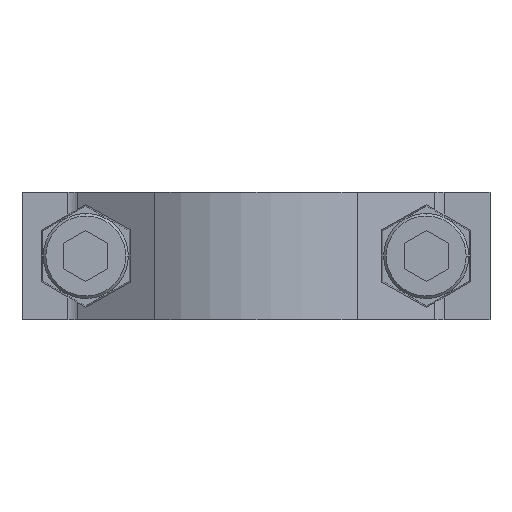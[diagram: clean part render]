
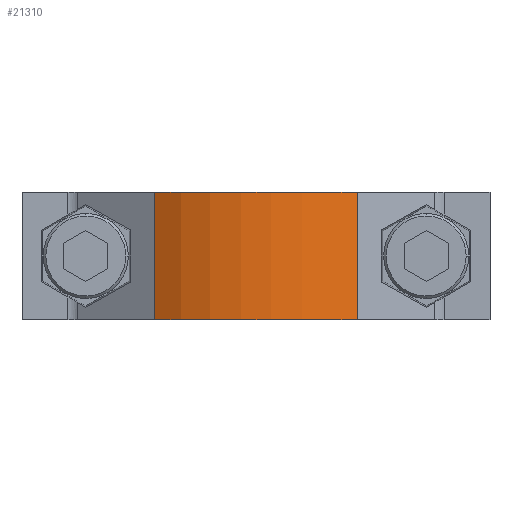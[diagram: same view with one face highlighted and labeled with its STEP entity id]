
A CAD part, left-side view. The second image highlights one B-rep face of the part: STEP entity #21310.
In plain terms, the highlighted cylindrical face has radius 21.5 mm (diameter 43 mm), a partial arc.
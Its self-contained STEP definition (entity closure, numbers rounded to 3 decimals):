
#276 = DIRECTION ( 'NONE',  ( 0., 0., 1. ) ) ;
#456 = CARTESIAN_POINT ( 'NONE',  ( -17.884, 11.934, -7.5 ) ) ;
#2610 = AXIS2_PLACEMENT_3D ( 'NONE', #6325, #4366, #9574 ) ;
#2829 = VERTEX_POINT ( 'NONE', #16403 ) ;
#3722 = VECTOR ( 'NONE', #11447, 1000. ) ;
#4366 = DIRECTION ( 'NONE',  ( 0., 0., 1. ) ) ;
#4410 = ORIENTED_EDGE ( 'NONE', *, *, #16772, .F. ) ;
#5970 = VERTEX_POINT ( 'NONE', #10900 ) ;
#6147 = CYLINDRICAL_SURFACE ( 'NONE', #9096, 21.5 ) ;
#6325 = CARTESIAN_POINT ( 'NONE',  ( 0., 0., -7.5 ) ) ;
#6466 = CARTESIAN_POINT ( 'NONE',  ( -17.884, 11.934, -7.5 ) ) ;
#7066 = EDGE_CURVE ( 'NONE', #11691, #5970, #11680, .T. ) ;
#7229 = EDGE_CURVE ( 'NONE', #11691, #2829, #18473, .T. ) ;
#7697 = CARTESIAN_POINT ( 'NONE',  ( -17.884, -11.934, 7.5 ) ) ;
#7873 = AXIS2_PLACEMENT_3D ( 'NONE', #7982, #18151, #14931 ) ;
#7982 = CARTESIAN_POINT ( 'NONE',  ( 0., 0., 7.5 ) ) ;
#9096 = AXIS2_PLACEMENT_3D ( 'NONE', #20984, #276, #12593 ) ;
#9340 = VECTOR ( 'NONE', #15155, 1000. ) ;
#9574 = DIRECTION ( 'NONE',  ( -0.832, 0.555, 0. ) ) ;
#9645 = VERTEX_POINT ( 'NONE', #7697 ) ;
#10900 = CARTESIAN_POINT ( 'NONE',  ( -17.884, 11.934, 7.5 ) ) ;
#11447 = DIRECTION ( 'NONE',  ( 0., 0., 1. ) ) ;
#11680 = LINE ( 'NONE', #6466, #3722 ) ;
#11691 = VERTEX_POINT ( 'NONE', #456 ) ;
#12593 = DIRECTION ( 'NONE',  ( 0., -1., 0. ) ) ;
#14299 = ORIENTED_EDGE ( 'NONE', *, *, #7229, .T. ) ;
#14429 = ORIENTED_EDGE ( 'NONE', *, *, #16622, .T. ) ;
#14456 = ORIENTED_EDGE ( 'NONE', *, *, #7066, .F. ) ;
#14931 = DIRECTION ( 'NONE',  ( -0.832, -0.555, 0. ) ) ;
#15155 = DIRECTION ( 'NONE',  ( 0., 0., -1. ) ) ;
#16403 = CARTESIAN_POINT ( 'NONE',  ( -17.884, -11.934, -7.5 ) ) ;
#16622 = EDGE_CURVE ( 'NONE', #9645, #5970, #20757, .T. ) ;
#16729 = EDGE_LOOP ( 'NONE', ( #14299, #4410, #14429, #14456 ) ) ;
#16772 = EDGE_CURVE ( 'NONE', #9645, #2829, #18605, .T. ) ;
#17127 = CARTESIAN_POINT ( 'NONE',  ( -17.884, -11.934, 7.5 ) ) ;
#18151 = DIRECTION ( 'NONE',  ( 0., 0., -1. ) ) ;
#18473 = CIRCLE ( 'NONE', #2610, 21.5 ) ;
#18605 = LINE ( 'NONE', #17127, #9340 ) ;
#20110 = FACE_OUTER_BOUND ( 'NONE', #16729, .T. ) ;
#20757 = CIRCLE ( 'NONE', #7873, 21.5 ) ;
#20984 = CARTESIAN_POINT ( 'NONE',  ( 0., 0., 7.5 ) ) ;
#21310 = ADVANCED_FACE ( 'NONE', ( #20110 ), #6147, .T. ) ;
